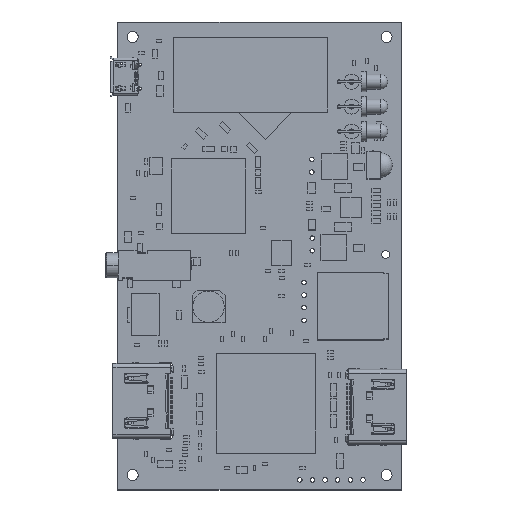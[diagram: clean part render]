
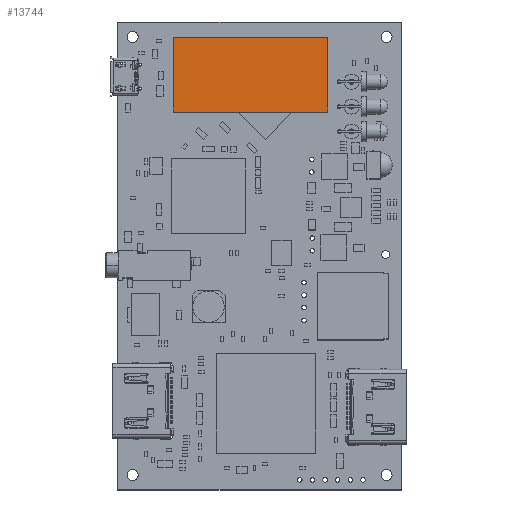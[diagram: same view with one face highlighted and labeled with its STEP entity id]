
A CAD part, top view. The second image highlights one B-rep face of the part: STEP entity #13744.
In plain terms, the highlighted planar face has unit normal (0, 0, 1).
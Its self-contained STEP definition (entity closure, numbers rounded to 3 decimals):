
#13430 = VERTEX_POINT('',#13431);
#13431 = CARTESIAN_POINT('',(15.5,-7.5,2.45));
#13438 = PLANE('',#13439);
#13439 = AXIS2_PLACEMENT_3D('',#13440,#13441,#13442);
#13440 = CARTESIAN_POINT('',(15.5,-7.5,0.));
#13441 = DIRECTION('',(-1.,0.,0.));
#13442 = DIRECTION('',(0.,1.,0.));
#13450 = PLANE('',#13451);
#13451 = AXIS2_PLACEMENT_3D('',#13452,#13453,#13454);
#13452 = CARTESIAN_POINT('',(-15.5,-7.5,0.));
#13453 = DIRECTION('',(0.,1.,0.));
#13454 = DIRECTION('',(1.,0.,0.));
#13462 = EDGE_CURVE('',#13430,#13463,#13465,.T.);
#13463 = VERTEX_POINT('',#13464);
#13464 = CARTESIAN_POINT('',(15.5,7.5,2.45));
#13465 = SURFACE_CURVE('',#13466,(#13470,#13477),.PCURVE_S1.);
#13466 = LINE('',#13467,#13468);
#13467 = CARTESIAN_POINT('',(15.5,-7.5,2.45));
#13468 = VECTOR('',#13469,1.);
#13469 = DIRECTION('',(0.,1.,0.));
#13470 = PCURVE('',#13438,#13471);
#13471 = DEFINITIONAL_REPRESENTATION('',(#13472),#13476);
#13472 = LINE('',#13473,#13474);
#13473 = CARTESIAN_POINT('',(0.,-2.45));
#13474 = VECTOR('',#13475,1.);
#13475 = DIRECTION('',(1.,0.));
#13476 = ( GEOMETRIC_REPRESENTATION_CONTEXT(2) 
PARAMETRIC_REPRESENTATION_CONTEXT() REPRESENTATION_CONTEXT('2D SPACE',''
  ) );
#13477 = PCURVE('',#13478,#13483);
#13478 = PLANE('',#13479);
#13479 = AXIS2_PLACEMENT_3D('',#13480,#13481,#13482);
#13480 = CARTESIAN_POINT('',(15.5,-7.5,2.45));
#13481 = DIRECTION('',(0.,0.,-1.));
#13482 = DIRECTION('',(-1.,0.,0.));
#13483 = DEFINITIONAL_REPRESENTATION('',(#13484),#13488);
#13484 = LINE('',#13485,#13486);
#13485 = CARTESIAN_POINT('',(0.,0.));
#13486 = VECTOR('',#13487,1.);
#13487 = DIRECTION('',(0.,1.));
#13488 = ( GEOMETRIC_REPRESENTATION_CONTEXT(2) 
PARAMETRIC_REPRESENTATION_CONTEXT() REPRESENTATION_CONTEXT('2D SPACE',''
  ) );
#13506 = PLANE('',#13507);
#13507 = AXIS2_PLACEMENT_3D('',#13508,#13509,#13510);
#13508 = CARTESIAN_POINT('',(15.5,7.5,0.));
#13509 = DIRECTION('',(0.,-1.,0.));
#13510 = DIRECTION('',(-1.,0.,0.));
#13548 = EDGE_CURVE('',#13463,#13549,#13551,.T.);
#13549 = VERTEX_POINT('',#13550);
#13550 = CARTESIAN_POINT('',(-15.5,7.5,2.45));
#13551 = SURFACE_CURVE('',#13552,(#13556,#13563),.PCURVE_S1.);
#13552 = LINE('',#13553,#13554);
#13553 = CARTESIAN_POINT('',(15.5,7.5,2.45));
#13554 = VECTOR('',#13555,1.);
#13555 = DIRECTION('',(-1.,0.,0.));
#13556 = PCURVE('',#13506,#13557);
#13557 = DEFINITIONAL_REPRESENTATION('',(#13558),#13562);
#13558 = LINE('',#13559,#13560);
#13559 = CARTESIAN_POINT('',(0.,-2.45));
#13560 = VECTOR('',#13561,1.);
#13561 = DIRECTION('',(1.,0.));
#13562 = ( GEOMETRIC_REPRESENTATION_CONTEXT(2) 
PARAMETRIC_REPRESENTATION_CONTEXT() REPRESENTATION_CONTEXT('2D SPACE',''
  ) );
#13563 = PCURVE('',#13478,#13564);
#13564 = DEFINITIONAL_REPRESENTATION('',(#13565),#13569);
#13565 = LINE('',#13566,#13567);
#13566 = CARTESIAN_POINT('',(0.,15.));
#13567 = VECTOR('',#13568,1.);
#13568 = DIRECTION('',(1.,0.));
#13569 = ( GEOMETRIC_REPRESENTATION_CONTEXT(2) 
PARAMETRIC_REPRESENTATION_CONTEXT() REPRESENTATION_CONTEXT('2D SPACE',''
  ) );
#13587 = PLANE('',#13588);
#13588 = AXIS2_PLACEMENT_3D('',#13589,#13590,#13591);
#13589 = CARTESIAN_POINT('',(-15.5,7.5,0.));
#13590 = DIRECTION('',(1.,0.,0.));
#13591 = DIRECTION('',(0.,-1.,0.));
#13624 = EDGE_CURVE('',#13549,#13625,#13627,.T.);
#13625 = VERTEX_POINT('',#13626);
#13626 = CARTESIAN_POINT('',(-15.5,-7.5,2.45));
#13627 = SURFACE_CURVE('',#13628,(#13632,#13639),.PCURVE_S1.);
#13628 = LINE('',#13629,#13630);
#13629 = CARTESIAN_POINT('',(-15.5,7.5,2.45));
#13630 = VECTOR('',#13631,1.);
#13631 = DIRECTION('',(0.,-1.,0.));
#13632 = PCURVE('',#13587,#13633);
#13633 = DEFINITIONAL_REPRESENTATION('',(#13634),#13638);
#13634 = LINE('',#13635,#13636);
#13635 = CARTESIAN_POINT('',(0.,-2.45));
#13636 = VECTOR('',#13637,1.);
#13637 = DIRECTION('',(1.,0.));
#13638 = ( GEOMETRIC_REPRESENTATION_CONTEXT(2) 
PARAMETRIC_REPRESENTATION_CONTEXT() REPRESENTATION_CONTEXT('2D SPACE',''
  ) );
#13639 = PCURVE('',#13478,#13640);
#13640 = DEFINITIONAL_REPRESENTATION('',(#13641),#13645);
#13641 = LINE('',#13642,#13643);
#13642 = CARTESIAN_POINT('',(31.,15.));
#13643 = VECTOR('',#13644,1.);
#13644 = DIRECTION('',(0.,-1.));
#13645 = ( GEOMETRIC_REPRESENTATION_CONTEXT(2) 
PARAMETRIC_REPRESENTATION_CONTEXT() REPRESENTATION_CONTEXT('2D SPACE',''
  ) );
#13695 = EDGE_CURVE('',#13625,#13430,#13696,.T.);
#13696 = SURFACE_CURVE('',#13697,(#13701,#13708),.PCURVE_S1.);
#13697 = LINE('',#13698,#13699);
#13698 = CARTESIAN_POINT('',(-15.5,-7.5,2.45));
#13699 = VECTOR('',#13700,1.);
#13700 = DIRECTION('',(1.,0.,0.));
#13701 = PCURVE('',#13450,#13702);
#13702 = DEFINITIONAL_REPRESENTATION('',(#13703),#13707);
#13703 = LINE('',#13704,#13705);
#13704 = CARTESIAN_POINT('',(0.,-2.45));
#13705 = VECTOR('',#13706,1.);
#13706 = DIRECTION('',(1.,0.));
#13707 = ( GEOMETRIC_REPRESENTATION_CONTEXT(2) 
PARAMETRIC_REPRESENTATION_CONTEXT() REPRESENTATION_CONTEXT('2D SPACE',''
  ) );
#13708 = PCURVE('',#13478,#13709);
#13709 = DEFINITIONAL_REPRESENTATION('',(#13710),#13714);
#13710 = LINE('',#13711,#13712);
#13711 = CARTESIAN_POINT('',(31.,0.));
#13712 = VECTOR('',#13713,1.);
#13713 = DIRECTION('',(-1.,0.));
#13714 = ( GEOMETRIC_REPRESENTATION_CONTEXT(2) 
PARAMETRIC_REPRESENTATION_CONTEXT() REPRESENTATION_CONTEXT('2D SPACE',''
  ) );
#13744 = ADVANCED_FACE('',(#13745),#13478,.F.);
#13745 = FACE_BOUND('',#13746,.T.);
#13746 = EDGE_LOOP('',(#13747,#13748,#13749,#13750));
#13747 = ORIENTED_EDGE('',*,*,#13462,.T.);
#13748 = ORIENTED_EDGE('',*,*,#13548,.T.);
#13749 = ORIENTED_EDGE('',*,*,#13624,.T.);
#13750 = ORIENTED_EDGE('',*,*,#13695,.T.);
